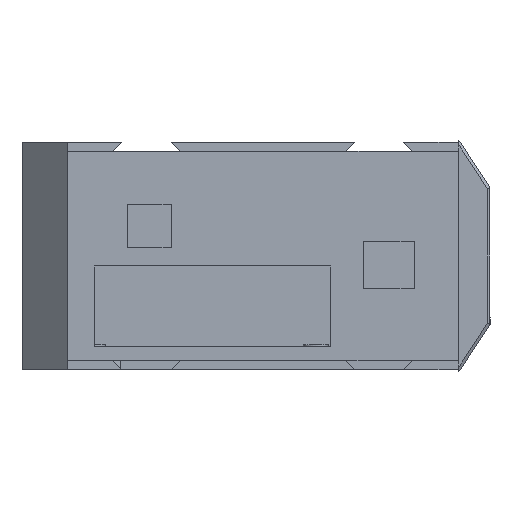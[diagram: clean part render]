
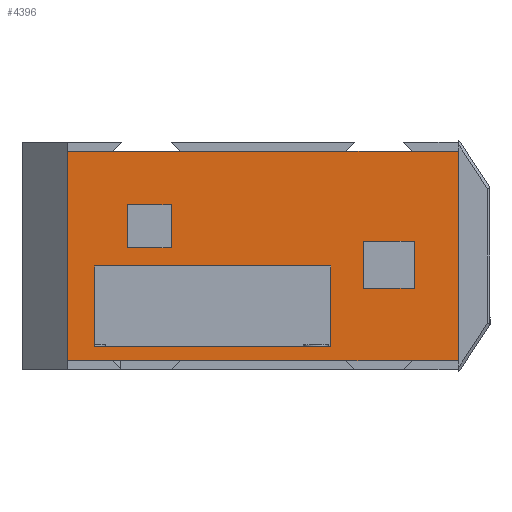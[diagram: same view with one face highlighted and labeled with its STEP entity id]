
A CAD part, left-side view. The second image highlights one B-rep face of the part: STEP entity #4396.
In plain terms, the highlighted planar face has unit normal (-1, 0, 0).
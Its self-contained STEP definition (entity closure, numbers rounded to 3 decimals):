
#112=FACE_BOUND('',#552,.T.);
#113=FACE_BOUND('',#553,.T.);
#114=FACE_BOUND('',#554,.T.);
#297=FACE_OUTER_BOUND('',#551,.T.);
#551=EDGE_LOOP('',(#3747,#3748,#3749,#3750));
#552=EDGE_LOOP('',(#3751,#3752,#3753,#3754));
#553=EDGE_LOOP('',(#3755,#3756,#3757,#3758));
#554=EDGE_LOOP('',(#3759,#3760,#3761,#3762));
#818=LINE('',#6240,#1393);
#848=LINE('',#6301,#1423);
#967=LINE('',#6547,#1542);
#970=LINE('',#6556,#1545);
#973=LINE('',#6561,#1548);
#975=LINE('',#6565,#1550);
#977=LINE('',#6568,#1552);
#978=LINE('',#6572,#1553);
#981=LINE('',#6577,#1556);
#983=LINE('',#6581,#1558);
#985=LINE('',#6584,#1560);
#986=LINE('',#6588,#1561);
#989=LINE('',#6593,#1564);
#991=LINE('',#6597,#1566);
#993=LINE('',#6600,#1568);
#1094=LINE('',#6830,#1669);
#1393=VECTOR('',#5007,10.);
#1423=VECTOR('',#5061,10.);
#1542=VECTOR('',#5286,10.);
#1545=VECTOR('',#5297,10.);
#1548=VECTOR('',#5302,10.);
#1550=VECTOR('',#5306,10.);
#1552=VECTOR('',#5310,10.);
#1553=VECTOR('',#5313,10.);
#1556=VECTOR('',#5318,10.);
#1558=VECTOR('',#5322,10.);
#1560=VECTOR('',#5326,10.);
#1561=VECTOR('',#5329,10.);
#1564=VECTOR('',#5334,10.);
#1566=VECTOR('',#5338,10.);
#1568=VECTOR('',#5342,10.);
#1669=VECTOR('',#5587,10.);
#1936=VERTEX_POINT('',#6238);
#1937=VERTEX_POINT('',#6239);
#1955=VERTEX_POINT('',#6298);
#1956=VERTEX_POINT('',#6300);
#2031=VERTEX_POINT('',#6554);
#2032=VERTEX_POINT('',#6555);
#2033=VERTEX_POINT('',#6560);
#2034=VERTEX_POINT('',#6564);
#2035=VERTEX_POINT('',#6570);
#2036=VERTEX_POINT('',#6571);
#2037=VERTEX_POINT('',#6576);
#2038=VERTEX_POINT('',#6580);
#2039=VERTEX_POINT('',#6586);
#2040=VERTEX_POINT('',#6587);
#2041=VERTEX_POINT('',#6592);
#2042=VERTEX_POINT('',#6596);
#2374=EDGE_CURVE('',#1936,#1937,#818,.T.);
#2404=EDGE_CURVE('',#1956,#1955,#848,.T.);
#2529=EDGE_CURVE('',#1956,#1937,#967,.T.);
#2532=EDGE_CURVE('',#2031,#2032,#970,.T.);
#2535=EDGE_CURVE('',#2033,#2031,#973,.T.);
#2537=EDGE_CURVE('',#2034,#2033,#975,.T.);
#2539=EDGE_CURVE('',#2032,#2034,#977,.T.);
#2540=EDGE_CURVE('',#2035,#2036,#978,.T.);
#2543=EDGE_CURVE('',#2037,#2035,#981,.T.);
#2545=EDGE_CURVE('',#2038,#2037,#983,.T.);
#2547=EDGE_CURVE('',#2036,#2038,#985,.T.);
#2548=EDGE_CURVE('',#2039,#2040,#986,.T.);
#2551=EDGE_CURVE('',#2041,#2039,#989,.T.);
#2553=EDGE_CURVE('',#2042,#2041,#991,.T.);
#2555=EDGE_CURVE('',#2040,#2042,#993,.T.);
#2668=EDGE_CURVE('',#1955,#1936,#1094,.T.);
#3747=ORIENTED_EDGE('',*,*,#2374,.T.);
#3748=ORIENTED_EDGE('',*,*,#2529,.F.);
#3749=ORIENTED_EDGE('',*,*,#2404,.T.);
#3750=ORIENTED_EDGE('',*,*,#2668,.T.);
#3751=ORIENTED_EDGE('',*,*,#2532,.T.);
#3752=ORIENTED_EDGE('',*,*,#2539,.T.);
#3753=ORIENTED_EDGE('',*,*,#2537,.T.);
#3754=ORIENTED_EDGE('',*,*,#2535,.T.);
#3755=ORIENTED_EDGE('',*,*,#2540,.T.);
#3756=ORIENTED_EDGE('',*,*,#2547,.T.);
#3757=ORIENTED_EDGE('',*,*,#2545,.T.);
#3758=ORIENTED_EDGE('',*,*,#2543,.T.);
#3759=ORIENTED_EDGE('',*,*,#2548,.T.);
#3760=ORIENTED_EDGE('',*,*,#2555,.T.);
#3761=ORIENTED_EDGE('',*,*,#2553,.T.);
#3762=ORIENTED_EDGE('',*,*,#2551,.T.);
#4184=PLANE('',#4657);
#4396=ADVANCED_FACE('',(#297,#112,#113,#114),#4184,.T.);
#4657=AXIS2_PLACEMENT_3D('',#6829,#5585,#5586);
#5007=DIRECTION('',(0.,1.,0.));
#5061=DIRECTION('',(0.,-1.,0.));
#5286=DIRECTION('',(0.,0.,1.));
#5297=DIRECTION('',(0.,0.,-1.));
#5302=DIRECTION('',(0.,-1.,0.));
#5306=DIRECTION('',(0.,0.,1.));
#5310=DIRECTION('',(0.,1.,0.));
#5313=DIRECTION('',(0.,0.,-1.));
#5318=DIRECTION('',(0.,-1.,0.));
#5322=DIRECTION('',(0.,0.,1.));
#5326=DIRECTION('',(0.,1.,0.));
#5329=DIRECTION('',(0.,0.,-1.));
#5334=DIRECTION('',(0.,-1.,0.));
#5338=DIRECTION('',(0.,0.,1.));
#5342=DIRECTION('',(0.,1.,0.));
#5585=DIRECTION('center_axis',(-1.,0.,0.));
#5586=DIRECTION('ref_axis',(0.,-1.,0.));
#5587=DIRECTION('',(0.,0.,1.));
#6238=CARTESIAN_POINT('',(-61.25,-48.,48.));
#6239=CARTESIAN_POINT('',(-61.25,38.,48.));
#6240=CARTESIAN_POINT('',(-61.25,0.,48.));
#6298=CARTESIAN_POINT('',(-61.25,-48.,2.));
#6300=CARTESIAN_POINT('',(-61.25,38.,2.));
#6301=CARTESIAN_POINT('',(-61.25,43.,2.));
#6547=CARTESIAN_POINT('',(-61.25,38.,0.));
#6554=CARTESIAN_POINT('',(-61.25,-20.,22.8));
#6555=CARTESIAN_POINT('',(-61.25,-20.,5.));
#6556=CARTESIAN_POINT('',(-61.25,-20.,11.4));
#6560=CARTESIAN_POINT('',(-61.25,32.,22.8));
#6561=CARTESIAN_POINT('',(-61.25,40.,22.8));
#6564=CARTESIAN_POINT('',(-61.25,32.,5.));
#6565=CARTESIAN_POINT('',(-61.25,32.,2.5));
#6568=CARTESIAN_POINT('',(-61.25,14.,5.));
#6570=CARTESIAN_POINT('',(-61.25,-38.3,28.3));
#6571=CARTESIAN_POINT('',(-61.25,-38.3,17.9));
#6572=CARTESIAN_POINT('',(-61.25,-38.3,14.15));
#6576=CARTESIAN_POINT('',(-61.25,-27.2,28.3));
#6577=CARTESIAN_POINT('',(-61.25,10.4,28.3));
#6580=CARTESIAN_POINT('',(-61.25,-27.2,17.9));
#6581=CARTESIAN_POINT('',(-61.25,-27.2,8.95));
#6584=CARTESIAN_POINT('',(-61.25,4.85,17.9));
#6586=CARTESIAN_POINT('',(-61.25,15.2,36.3));
#6587=CARTESIAN_POINT('',(-61.25,15.2,26.8));
#6588=CARTESIAN_POINT('',(-61.25,15.2,18.15));
#6592=CARTESIAN_POINT('',(-61.25,24.7,36.3));
#6593=CARTESIAN_POINT('',(-61.25,36.35,36.3));
#6596=CARTESIAN_POINT('',(-61.25,24.7,26.8));
#6597=CARTESIAN_POINT('',(-61.25,24.7,13.4));
#6600=CARTESIAN_POINT('',(-61.25,31.6,26.8));
#6829=CARTESIAN_POINT('Origin',(-61.25,48.,0.));
#6830=CARTESIAN_POINT('',(-61.25,-48.,0.));
